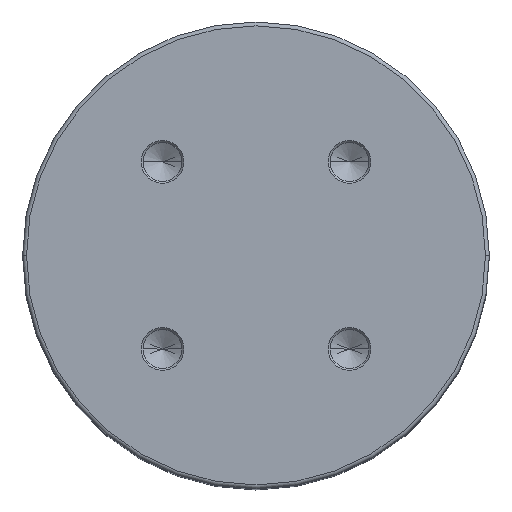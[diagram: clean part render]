
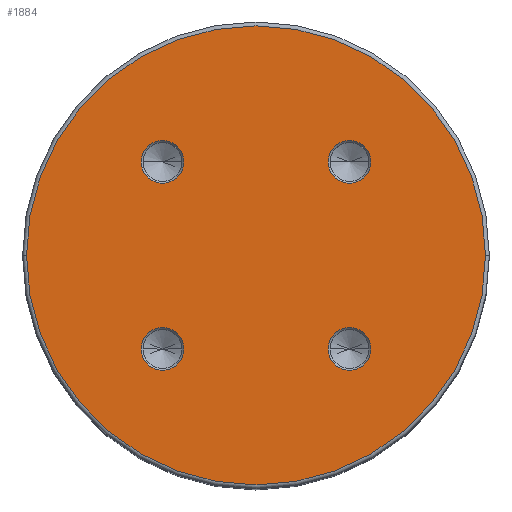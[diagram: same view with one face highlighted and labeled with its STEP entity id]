
A CAD part, top view. The second image highlights one B-rep face of the part: STEP entity #1884.
In plain terms, the highlighted planar face has unit normal (0, 0, 1).
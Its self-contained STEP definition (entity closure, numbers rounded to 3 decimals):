
#30 = VERTEX_POINT ( 'NONE', #50 ) ;
#38 = VERTEX_POINT ( 'NONE', #1053 ) ;
#41 = VERTEX_POINT ( 'NONE', #2006 ) ;
#45 = VERTEX_POINT ( 'NONE', #2010 ) ;
#50 = CARTESIAN_POINT ( 'NONE',  ( 18.542, 24.042, 0. ) ) ;
#73 = EDGE_CURVE ( 'NONE', #125, #937, #552, .T. ) ;
#82 = EDGE_CURVE ( 'NONE', #45, #38, #607, .T. ) ;
#96 = EDGE_CURVE ( 'NONE', #122, #41, #582, .T. ) ;
#98 = VERTEX_POINT ( 'NONE', #1305 ) ;
#122 = VERTEX_POINT ( 'NONE', #1341 ) ;
#125 = VERTEX_POINT ( 'NONE', #1345 ) ;
#127 = VERTEX_POINT ( 'NONE', #1346 ) ;
#248 = EDGE_LOOP ( 'NONE', ( #1031, #1032 ) ) ;
#249 = EDGE_LOOP ( 'NONE', ( #1029, #1030 ) ) ;
#251 = EDGE_LOOP ( 'NONE', ( #1027, #1028 ) ) ;
#253 = EDGE_LOOP ( 'NONE', ( #1033, #1034 ) ) ;
#255 = EDGE_LOOP ( 'NONE', ( #1035, #1036 ) ) ;
#484 = PLANE ( 'NONE',  #828 ) ;
#485 = FACE_BOUND ( 'NONE', #251, .T. ) ;
#487 = FACE_OUTER_BOUND ( 'NONE', #255, .T. ) ;
#489 = FACE_BOUND ( 'NONE', #249, .T. ) ;
#490 = CARTESIAN_POINT ( 'NONE',  ( 0., 0., 0. ) ) ;
#491 = FACE_BOUND ( 'NONE', #248, .T. ) ;
#493 = FACE_BOUND ( 'NONE', #253, .T. ) ;
#494 = DIRECTION ( 'NONE',  ( 0., 0., -1. ) ) ;
#495 = DIRECTION ( 'NONE',  ( -1., 0., 0. ) ) ;
#520 = VERTEX_POINT ( 'NONE', #1358 ) ;
#551 = AXIS2_PLACEMENT_3D ( 'NONE', #2030, #2031, #2032 ) ;
#552 = CIRCLE ( 'NONE', #551, 59. ) ;
#556 = AXIS2_PLACEMENT_3D ( 'NONE', #1575, #1576, #1577 ) ;
#572 = AXIS2_PLACEMENT_3D ( 'NONE', #1562, #1563, #1564 ) ;
#573 = CIRCLE ( 'NONE', #556, 5.5 ) ;
#576 = AXIS2_PLACEMENT_3D ( 'NONE', #1314, #1315, #1316 ) ;
#577 = CIRCLE ( 'NONE', #572, 5.5 ) ;
#582 = CIRCLE ( 'NONE', #576, 5.5 ) ;
#599 = AXIS2_PLACEMENT_3D ( 'NONE', #1998, #1999, #2000 ) ;
#607 = CIRCLE ( 'NONE', #599, 5.5 ) ;
#689 = CIRCLE ( 'NONE', #699, 5.5 ) ;
#699 = AXIS2_PLACEMENT_3D ( 'NONE', #1623, #1624, #1625 ) ;
#700 = CIRCLE ( 'NONE', #703, 5.5 ) ;
#703 = AXIS2_PLACEMENT_3D ( 'NONE', #1629, #1630, #1631 ) ;
#706 = CIRCLE ( 'NONE', #709, 59. ) ;
#709 = AXIS2_PLACEMENT_3D ( 'NONE', #1639, #1640, #1641 ) ;
#738 = CIRCLE ( 'NONE', #740, 5.5 ) ;
#740 = AXIS2_PLACEMENT_3D ( 'NONE', #1283, #1284, #1285 ) ;
#764 = CIRCLE ( 'NONE', #766, 5.5 ) ;
#766 = AXIS2_PLACEMENT_3D ( 'NONE', #988, #989, #990 ) ;
#828 = AXIS2_PLACEMENT_3D ( 'NONE', #490, #494, #495 ) ;
#937 = VERTEX_POINT ( 'NONE', #1547 ) ;
#940 = EDGE_CURVE ( 'NONE', #30, #98, #577, .T. ) ;
#988 = CARTESIAN_POINT ( 'NONE',  ( -24.042, 24.042, 0. ) ) ;
#989 = DIRECTION ( 'NONE',  ( 0., 0., -1. ) ) ;
#990 = DIRECTION ( 'NONE',  ( -1., 0., 0. ) ) ;
#1027 = ORIENTED_EDGE ( 'NONE', *, *, #1803, .F. ) ;
#1028 = ORIENTED_EDGE ( 'NONE', *, *, #1823, .F. ) ;
#1029 = ORIENTED_EDGE ( 'NONE', *, *, #1840, .T. ) ;
#1030 = ORIENTED_EDGE ( 'NONE', *, *, #82, .T. ) ;
#1031 = ORIENTED_EDGE ( 'NONE', *, *, #96, .T. ) ;
#1032 = ORIENTED_EDGE ( 'NONE', *, *, #1801, .T. ) ;
#1033 = ORIENTED_EDGE ( 'NONE', *, *, #1528, .F. ) ;
#1034 = ORIENTED_EDGE ( 'NONE', *, *, #940, .F. ) ;
#1035 = ORIENTED_EDGE ( 'NONE', *, *, #1806, .T. ) ;
#1036 = ORIENTED_EDGE ( 'NONE', *, *, #73, .T. ) ;
#1053 = CARTESIAN_POINT ( 'NONE',  ( -29.542, 24.042, 0. ) ) ;
#1283 = CARTESIAN_POINT ( 'NONE',  ( -24.042, -24.042, 0. ) ) ;
#1284 = DIRECTION ( 'NONE',  ( 0., 0., 1. ) ) ;
#1285 = DIRECTION ( 'NONE',  ( -1., 0., 0. ) ) ;
#1305 = CARTESIAN_POINT ( 'NONE',  ( 29.542, 24.042, 0. ) ) ;
#1314 = CARTESIAN_POINT ( 'NONE',  ( 24.042, -24.042, 0. ) ) ;
#1315 = DIRECTION ( 'NONE',  ( 0., 0., -1. ) ) ;
#1316 = DIRECTION ( 'NONE',  ( 1., 0., 0. ) ) ;
#1341 = CARTESIAN_POINT ( 'NONE',  ( 29.542, -24.042, 0. ) ) ;
#1345 = CARTESIAN_POINT ( 'NONE',  ( -59., 0., 0. ) ) ;
#1346 = CARTESIAN_POINT ( 'NONE',  ( -18.542, -24.042, 0. ) ) ;
#1358 = CARTESIAN_POINT ( 'NONE',  ( -29.542, -24.042, 0. ) ) ;
#1528 = EDGE_CURVE ( 'NONE', #98, #30, #573, .T. ) ;
#1547 = CARTESIAN_POINT ( 'NONE',  ( 59., 0., 0. ) ) ;
#1562 = CARTESIAN_POINT ( 'NONE',  ( 24.042, 24.042, 0. ) ) ;
#1563 = DIRECTION ( 'NONE',  ( 0., 0., 1. ) ) ;
#1564 = DIRECTION ( 'NONE',  ( 1., 0., 0. ) ) ;
#1575 = CARTESIAN_POINT ( 'NONE',  ( 24.042, 24.042, 0. ) ) ;
#1576 = DIRECTION ( 'NONE',  ( 0., 0., 1. ) ) ;
#1577 = DIRECTION ( 'NONE',  ( 1., 0., 0. ) ) ;
#1623 = CARTESIAN_POINT ( 'NONE',  ( 24.042, -24.042, 0. ) ) ;
#1624 = DIRECTION ( 'NONE',  ( 0., 0., -1. ) ) ;
#1625 = DIRECTION ( 'NONE',  ( 1., 0., 0. ) ) ;
#1629 = CARTESIAN_POINT ( 'NONE',  ( -24.042, -24.042, 0. ) ) ;
#1630 = DIRECTION ( 'NONE',  ( 0., 0., 1. ) ) ;
#1631 = DIRECTION ( 'NONE',  ( -1., 0., 0. ) ) ;
#1639 = CARTESIAN_POINT ( 'NONE',  ( 0., 0., 0. ) ) ;
#1640 = DIRECTION ( 'NONE',  ( 0., 0., 1. ) ) ;
#1641 = DIRECTION ( 'NONE',  ( 1., 0., 0. ) ) ;
#1801 = EDGE_CURVE ( 'NONE', #41, #122, #689, .T. ) ;
#1803 = EDGE_CURVE ( 'NONE', #520, #127, #700, .T. ) ;
#1806 = EDGE_CURVE ( 'NONE', #937, #125, #706, .T. ) ;
#1823 = EDGE_CURVE ( 'NONE', #127, #520, #738, .T. ) ;
#1840 = EDGE_CURVE ( 'NONE', #38, #45, #764, .T. ) ;
#1884 = ADVANCED_FACE ( 'NONE', ( #485, #489, #491, #493, #487 ), #484, .F. ) ;
#1998 = CARTESIAN_POINT ( 'NONE',  ( -24.042, 24.042, 0. ) ) ;
#1999 = DIRECTION ( 'NONE',  ( 0., 0., -1. ) ) ;
#2000 = DIRECTION ( 'NONE',  ( -1., 0., 0. ) ) ;
#2006 = CARTESIAN_POINT ( 'NONE',  ( 18.542, -24.042, 0. ) ) ;
#2010 = CARTESIAN_POINT ( 'NONE',  ( -18.542, 24.042, 0. ) ) ;
#2030 = CARTESIAN_POINT ( 'NONE',  ( 0., 0., 0. ) ) ;
#2031 = DIRECTION ( 'NONE',  ( 0., 0., 1. ) ) ;
#2032 = DIRECTION ( 'NONE',  ( 1., 0., 0. ) ) ;
